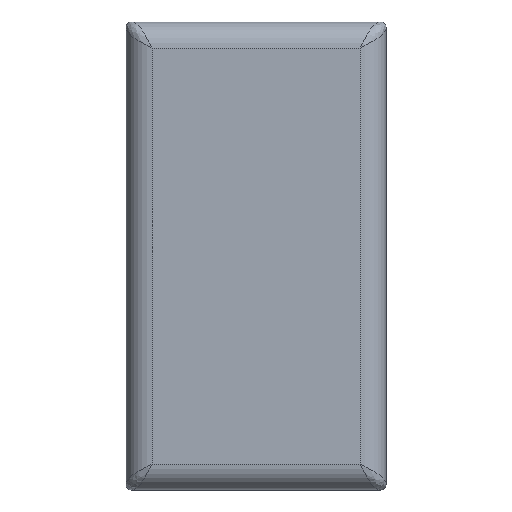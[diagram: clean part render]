
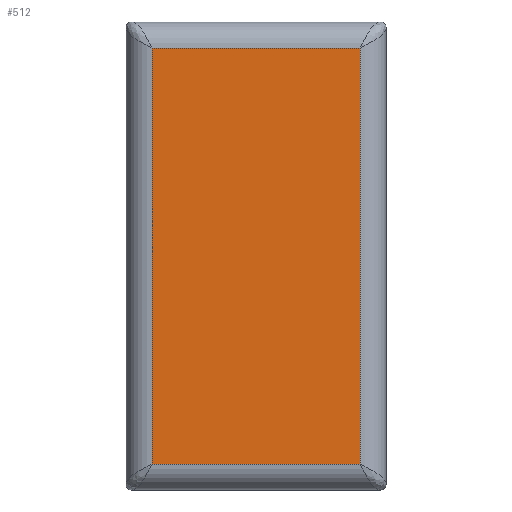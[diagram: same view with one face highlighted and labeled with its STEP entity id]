
A CAD part, front view. The second image highlights one B-rep face of the part: STEP entity #512.
In plain terms, the highlighted planar face has unit normal (0, -1, 0).
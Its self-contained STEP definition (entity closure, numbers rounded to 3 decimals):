
#133 = VERTEX_POINT('',#134);
#134 = CARTESIAN_POINT('',(20.,-13.,-79.25));
#148 = VERTEX_POINT('',#149);
#149 = CARTESIAN_POINT('',(-20.,-13.,-79.25));
#159 = EDGE_CURVE('',#133,#148,#160,.T.);
#160 = LINE('',#161,#162);
#161 = CARTESIAN_POINT('',(24.,-13.,-79.25));
#162 = VECTOR('',#163,1.);
#163 = DIRECTION('',(-1.,0.,0.));
#512 = ADVANCED_FACE('',(#513),#538,.F.);
#513 = FACE_BOUND('',#514,.F.);
#514 = EDGE_LOOP('',(#515,#523,#531,#537));
#515 = ORIENTED_EDGE('',*,*,#516,.T.);
#516 = EDGE_CURVE('',#148,#517,#519,.T.);
#517 = VERTEX_POINT('',#518);
#518 = CARTESIAN_POINT('',(-20.,-13.,0.75));
#519 = LINE('',#520,#521);
#520 = CARTESIAN_POINT('',(-20.,-13.,-83.25));
#521 = VECTOR('',#522,1.);
#522 = DIRECTION('',(0.,0.,1.));
#523 = ORIENTED_EDGE('',*,*,#524,.T.);
#524 = EDGE_CURVE('',#517,#525,#527,.T.);
#525 = VERTEX_POINT('',#526);
#526 = CARTESIAN_POINT('',(20.,-13.,0.75));
#527 = LINE('',#528,#529);
#528 = CARTESIAN_POINT('',(-24.,-13.,0.75));
#529 = VECTOR('',#530,1.);
#530 = DIRECTION('',(1.,0.,0.));
#531 = ORIENTED_EDGE('',*,*,#532,.T.);
#532 = EDGE_CURVE('',#525,#133,#533,.T.);
#533 = LINE('',#534,#535);
#534 = CARTESIAN_POINT('',(20.,-13.,4.75));
#535 = VECTOR('',#536,1.);
#536 = DIRECTION('',(0.,0.,-1.));
#537 = ORIENTED_EDGE('',*,*,#159,.T.);
#538 = PLANE('',#539);
#539 = AXIS2_PLACEMENT_3D('',#540,#541,#542);
#540 = CARTESIAN_POINT('',(0.,-13.,-39.25));
#541 = DIRECTION('',(0.,1.,0.));
#542 = DIRECTION('',(0.,0.,1.));
